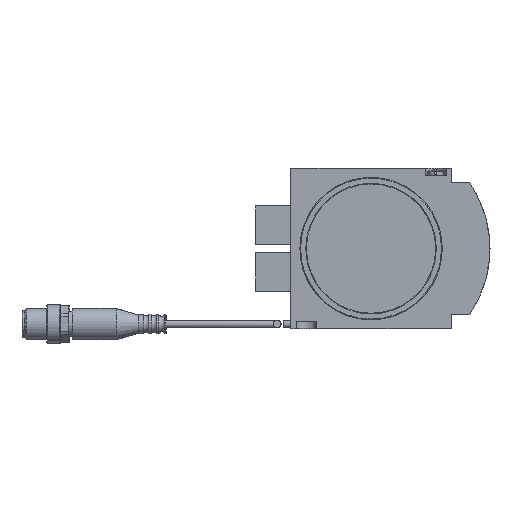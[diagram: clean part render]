
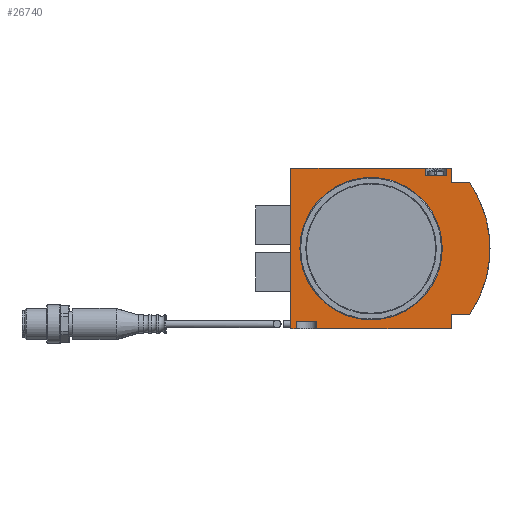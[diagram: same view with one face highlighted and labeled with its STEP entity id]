
A CAD part, front view. The second image highlights one B-rep face of the part: STEP entity #26740.
In plain terms, the highlighted planar face has unit normal (0, -1, 0).
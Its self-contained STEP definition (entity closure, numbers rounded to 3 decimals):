
#552=CIRCLE('',#28004,45.);
#553=CIRCLE('',#28005,16.625);
#2331=ORIENTED_EDGE('',*,*,#7602,.F.);
#2332=ORIENTED_EDGE('',*,*,#7660,.T.);
#2333=ORIENTED_EDGE('',*,*,#7661,.T.);
#2334=ORIENTED_EDGE('',*,*,#7662,.F.);
#2335=ORIENTED_EDGE('',*,*,#7663,.F.);
#2336=ORIENTED_EDGE('',*,*,#7664,.F.);
#2337=ORIENTED_EDGE('',*,*,#7665,.F.);
#2338=ORIENTED_EDGE('',*,*,#7666,.F.);
#2339=ORIENTED_EDGE('',*,*,#7667,.F.);
#2340=ORIENTED_EDGE('',*,*,#7668,.F.);
#2341=ORIENTED_EDGE('',*,*,#7669,.F.);
#2342=ORIENTED_EDGE('',*,*,#7670,.T.);
#2343=ORIENTED_EDGE('',*,*,#7622,.F.);
#2344=ORIENTED_EDGE('',*,*,#7671,.F.);
#2345=ORIENTED_EDGE('',*,*,#7672,.F.);
#2346=ORIENTED_EDGE('',*,*,#7673,.F.);
#2347=ORIENTED_EDGE('',*,*,#7674,.F.);
#7602=EDGE_CURVE('',#10262,#10263,#12115,.T.);
#7622=EDGE_CURVE('',#10282,#10283,#12134,.T.);
#7660=EDGE_CURVE('',#10262,#10315,#12167,.T.);
#7661=EDGE_CURVE('',#10315,#10316,#12168,.T.);
#7662=EDGE_CURVE('',#10317,#10316,#12169,.T.);
#7663=EDGE_CURVE('',#10318,#10317,#12170,.T.);
#7664=EDGE_CURVE('',#10319,#10318,#12171,.T.);
#7665=EDGE_CURVE('',#10320,#10319,#12172,.T.);
#7666=EDGE_CURVE('',#10321,#10320,#552,.T.);
#7667=EDGE_CURVE('',#10322,#10321,#12173,.T.);
#7668=EDGE_CURVE('',#10323,#10322,#12174,.T.);
#7669=EDGE_CURVE('',#10324,#10323,#12175,.T.);
#7670=EDGE_CURVE('',#10324,#10283,#12176,.T.);
#7671=EDGE_CURVE('',#10325,#10282,#12177,.T.);
#7672=EDGE_CURVE('',#10326,#10325,#12178,.T.);
#7673=EDGE_CURVE('',#10263,#10326,#12179,.T.);
#7674=EDGE_CURVE('',#10327,#10327,#553,.T.);
#10262=VERTEX_POINT('',#36396);
#10263=VERTEX_POINT('',#36398);
#10282=VERTEX_POINT('',#36437);
#10283=VERTEX_POINT('',#36439);
#10315=VERTEX_POINT('',#36514);
#10316=VERTEX_POINT('',#36516);
#10317=VERTEX_POINT('',#36518);
#10318=VERTEX_POINT('',#36520);
#10319=VERTEX_POINT('',#36522);
#10320=VERTEX_POINT('',#36524);
#10321=VERTEX_POINT('',#36526);
#10322=VERTEX_POINT('',#36528);
#10323=VERTEX_POINT('',#36530);
#10324=VERTEX_POINT('',#36532);
#10325=VERTEX_POINT('',#36535);
#10326=VERTEX_POINT('',#36537);
#10327=VERTEX_POINT('',#36540);
#12115=LINE('',#36397,#13956);
#12134=LINE('',#36438,#13975);
#12167=LINE('',#36513,#14008);
#12168=LINE('',#36515,#14009);
#12169=LINE('',#36517,#14010);
#12170=LINE('',#36519,#14011);
#12171=LINE('',#36521,#14012);
#12172=LINE('',#36523,#14013);
#12173=LINE('',#36527,#14014);
#12174=LINE('',#36529,#14015);
#12175=LINE('',#36531,#14016);
#12176=LINE('',#36533,#14017);
#12177=LINE('',#36534,#14018);
#12178=LINE('',#36536,#14019);
#12179=LINE('',#36538,#14020);
#13956=VECTOR('',#30430,1000.);
#13975=VECTOR('',#30453,1000.);
#14008=VECTOR('',#30506,1000.);
#14009=VECTOR('',#30507,1000.);
#14010=VECTOR('',#30508,1000.);
#14011=VECTOR('',#30509,1000.);
#14012=VECTOR('',#30510,1000.);
#14013=VECTOR('',#30511,1000.);
#14014=VECTOR('',#30514,1000.);
#14015=VECTOR('',#30515,1000.);
#14016=VECTOR('',#30516,1000.);
#14017=VECTOR('',#30517,1000.);
#14018=VECTOR('',#30518,1000.);
#14019=VECTOR('',#30519,1000.);
#14020=VECTOR('',#30520,1000.);
#15573=EDGE_LOOP('',(#2331,#2332,#2333,#2334,#2335,#2336,#2337,#2338,#2339,
#2340,#2341,#2342,#2343,#2344,#2345,#2346));
#15574=EDGE_LOOP('',(#2347));
#16903=FACE_BOUND('',#15573,.T.);
#16904=FACE_BOUND('',#15574,.T.);
#18202=PLANE('',#28003);
#26740=ADVANCED_FACE('',(#16903,#16904),#18202,.F.);
#28003=AXIS2_PLACEMENT_3D('',#36512,#30504,#30505);
#28004=AXIS2_PLACEMENT_3D('',#36525,#30512,#30513);
#28005=AXIS2_PLACEMENT_3D('',#36539,#30521,#30522);
#30430=DIRECTION('',(-1.,0.,0.));
#30453=DIRECTION('',(1.,0.,0.));
#30504=DIRECTION('',(0.,1.,0.));
#30505=DIRECTION('',(0.,0.,1.));
#30506=DIRECTION('',(0.,0.,1.));
#30507=DIRECTION('',(1.,0.,0.));
#30508=DIRECTION('',(0.,0.,1.));
#30509=DIRECTION('',(-1.,0.,0.));
#30510=DIRECTION('',(0.,0.,-1.));
#30511=DIRECTION('',(-1.,0.,0.));
#30512=DIRECTION('',(0.,1.,0.));
#30513=DIRECTION('',(1.,0.,0.));
#30514=DIRECTION('',(1.,0.,0.));
#30515=DIRECTION('',(0.,0.,-1.));
#30516=DIRECTION('',(1.,0.,0.));
#30517=DIRECTION('',(0.,0.,-1.));
#30518=DIRECTION('',(0.,0.,-1.));
#30519=DIRECTION('',(1.,0.,0.));
#30520=DIRECTION('',(0.,0.,1.));
#30521=DIRECTION('',(0.,-1.,0.));
#30522=DIRECTION('',(0.,0.,-1.));
#36396=CARTESIAN_POINT('',(-29.,-146.9,-31.));
#36397=CARTESIAN_POINT('',(31.,-146.9,-31.));
#36398=CARTESIAN_POINT('',(-31.,-146.9,-31.));
#36437=CARTESIAN_POINT('',(21.,-146.9,28.1));
#36438=CARTESIAN_POINT('',(21.,-146.9,28.1));
#36439=CARTESIAN_POINT('',(29.,-146.9,28.1));
#36512=CARTESIAN_POINT('',(0.,-146.9,0.));
#36513=CARTESIAN_POINT('',(-29.,-146.9,-31.));
#36514=CARTESIAN_POINT('',(-29.,-146.9,-28.1));
#36515=CARTESIAN_POINT('',(-29.,-146.9,-28.1));
#36516=CARTESIAN_POINT('',(-21.,-146.9,-28.1));
#36517=CARTESIAN_POINT('',(-21.,-146.9,-31.));
#36518=CARTESIAN_POINT('',(-21.,-146.9,-31.));
#36519=CARTESIAN_POINT('',(31.,-146.9,-31.));
#36520=CARTESIAN_POINT('',(31.,-146.9,-31.));
#36521=CARTESIAN_POINT('',(31.,-146.9,31.));
#36522=CARTESIAN_POINT('',(31.,-146.9,-25.5));
#36523=CARTESIAN_POINT('',(38.078,-146.9,-25.5));
#36524=CARTESIAN_POINT('',(38.078,-146.9,-25.5));
#36525=CARTESIAN_POINT('',(1.,-146.9,0.));
#36526=CARTESIAN_POINT('',(38.078,-146.9,25.5));
#36527=CARTESIAN_POINT('',(-31.,-146.9,25.5));
#36528=CARTESIAN_POINT('',(31.,-146.9,25.5));
#36529=CARTESIAN_POINT('',(31.,-146.9,31.));
#36530=CARTESIAN_POINT('',(31.,-146.9,31.));
#36531=CARTESIAN_POINT('',(-31.,-146.9,31.));
#36532=CARTESIAN_POINT('',(29.,-146.9,31.));
#36533=CARTESIAN_POINT('',(29.,-146.9,31.));
#36534=CARTESIAN_POINT('',(21.,-146.9,31.));
#36535=CARTESIAN_POINT('',(21.,-146.9,31.));
#36536=CARTESIAN_POINT('',(-31.,-146.9,31.));
#36537=CARTESIAN_POINT('',(-31.,-146.9,31.));
#36538=CARTESIAN_POINT('',(-31.,-146.9,-31.));
#36539=CARTESIAN_POINT('',(0.,-146.9,0.));
#36540=CARTESIAN_POINT('',(0.,-146.9,-16.625));
